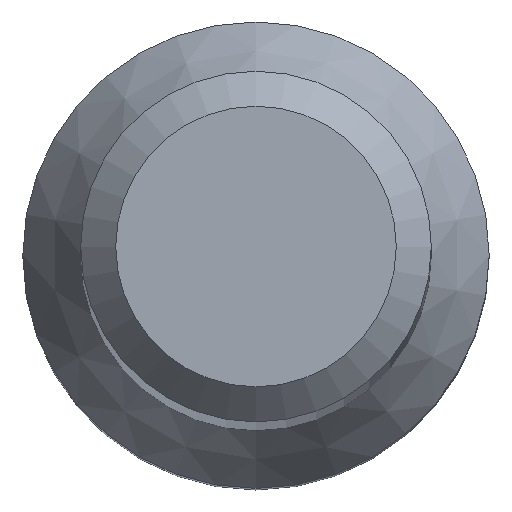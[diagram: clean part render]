
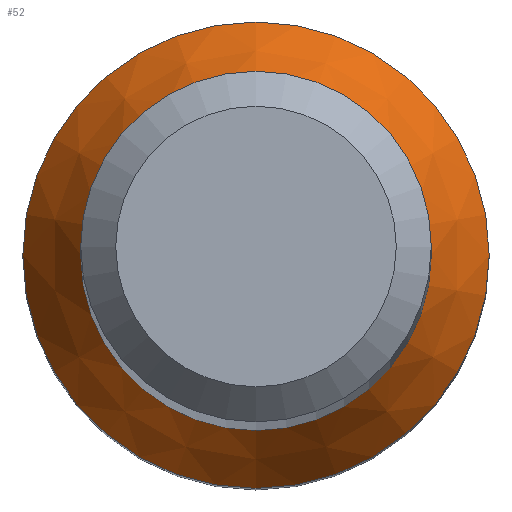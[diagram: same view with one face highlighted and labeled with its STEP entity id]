
A CAD part, top view. The second image highlights one B-rep face of the part: STEP entity #52.
In plain terms, the highlighted conical face has half-angle 30 degrees and reference radius 3.99 mm.
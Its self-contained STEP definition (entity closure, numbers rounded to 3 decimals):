
#15 = EDGE_LOOP ( 'NONE', ( #28 ) ) ;
#16 = CARTESIAN_POINT ( 'NONE',  ( 0., 0., 17.715 ) ) ;
#19 = CIRCLE ( 'NONE', #158, 3. ) ;
#22 = DIRECTION ( 'NONE',  ( 0., 0., -1. ) ) ;
#28 = ORIENTED_EDGE ( 'NONE', *, *, #198, .T. ) ;
#30 = AXIS2_PLACEMENT_3D ( 'NONE', #155, #199, #90 ) ;
#40 = FACE_BOUND ( 'NONE', #15, .T. ) ;
#49 = VERTEX_POINT ( 'NONE', #227 ) ;
#52 = ADVANCED_FACE ( 'NONE', ( #40, #169 ), #193, .T. ) ;
#54 = CIRCLE ( 'NONE', #167, 3.99 ) ;
#85 = DIRECTION ( 'NONE',  ( 0., 1., 0. ) ) ;
#90 = DIRECTION ( 'NONE',  ( 0., 1., 0. ) ) ;
#97 = DIRECTION ( 'NONE',  ( 0., 0., -1. ) ) ;
#106 = VERTEX_POINT ( 'NONE', #124 ) ;
#114 = ORIENTED_EDGE ( 'NONE', *, *, #181, .F. ) ;
#115 = EDGE_LOOP ( 'NONE', ( #114 ) ) ;
#117 = CARTESIAN_POINT ( 'NONE',  ( 0., 0., 16. ) ) ;
#120 = DIRECTION ( 'NONE',  ( 0., 1., 0. ) ) ;
#124 = CARTESIAN_POINT ( 'NONE',  ( 0., 3., 17.715 ) ) ;
#155 = CARTESIAN_POINT ( 'NONE',  ( 0., 0., 16. ) ) ;
#158 = AXIS2_PLACEMENT_3D ( 'NONE', #16, #97, #85 ) ;
#167 = AXIS2_PLACEMENT_3D ( 'NONE', #117, #22, #120 ) ;
#169 = FACE_OUTER_BOUND ( 'NONE', #115, .T. ) ;
#181 = EDGE_CURVE ( 'NONE', #49, #49, #54, .T. ) ;
#193 = CONICAL_SURFACE ( 'NONE', #30, 3.99, 0.524 ) ;
#198 = EDGE_CURVE ( 'NONE', #106, #106, #19, .T. ) ;
#199 = DIRECTION ( 'NONE',  ( 0., 0., -1. ) ) ;
#227 = CARTESIAN_POINT ( 'NONE',  ( 0., 3.99, 16. ) ) ;
